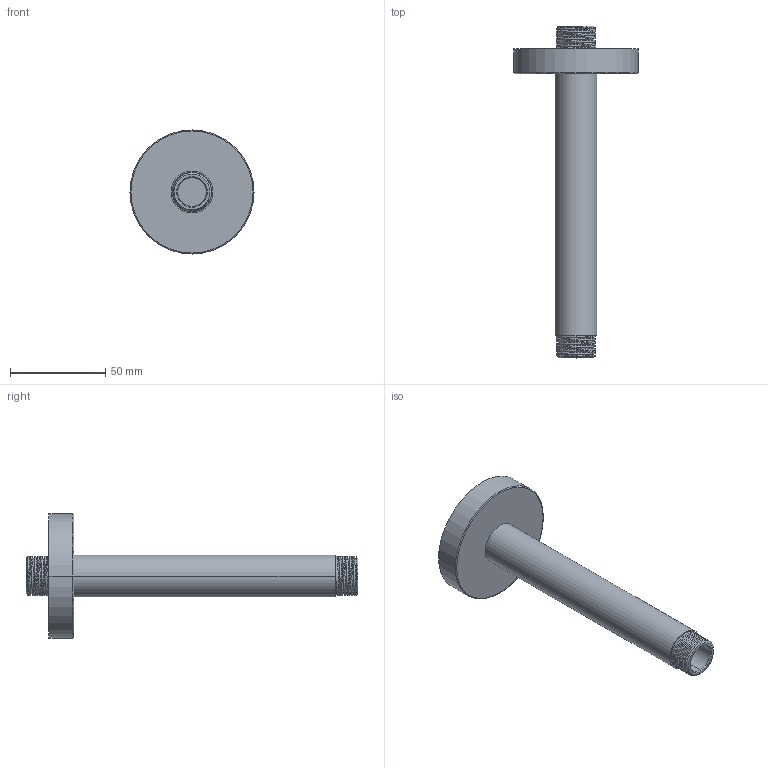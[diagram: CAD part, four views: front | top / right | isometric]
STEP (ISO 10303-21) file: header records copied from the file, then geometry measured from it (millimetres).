
FILE_DESCRIPTION((''),'2;1');
FILE_NAME('218','2019-02-12T',('MQ'),(''),'PRO/ENGINEER BY PARAMETRIC TECHNOLOGY CORPORATION, 2012130','PRO/ENGINEER BY PARAMETRIC TECHNOLOGY CORPORATION, 2012130','');
FILE_SCHEMA(('CONFIG_CONTROL_DESIGN'));
Length unit declared in the file: millimetre
Products named in the file (1): 218
Bounding box: 65 x 174 x 65 mm (x, y, z)
Volume: 68092.7 mm3; surface area: 26408.9 mm2
Topology: 1 solids, 1 shells, 82 faces, 203 edges, 131 vertices
Faces by surface type: cylinder 46, bspline 14, plane 10, cone 10, torus 2
Entity records: 5263 total; most frequent: CARTESIAN_POINT 3450, ORIENTED_EDGE 406, DIRECTION 298, EDGE_CURVE 203, VERTEX_POINT 131, AXIS2_PLACEMENT_3D 116, EDGE_LOOP 90, B_SPLINE_CURVE_WITH_KNOTS 89
